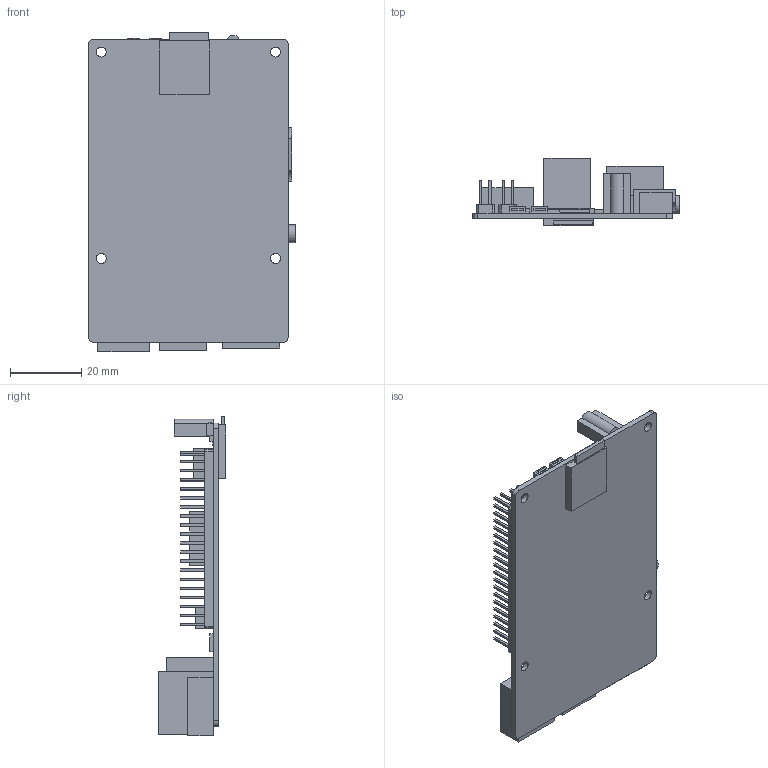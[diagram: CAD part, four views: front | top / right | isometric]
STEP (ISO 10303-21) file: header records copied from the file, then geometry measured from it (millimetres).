
FILE_DESCRIPTION(/* description */ (''),/* implementation_level */ '2;1');
FILE_NAME(/* name */ 'Rock64 v3.step',/* time_stamp */ '2017-08-28T19:11:17+02:00',/* author */ (''),/* organization */ (''),/* preprocessor_version */ 'ST-DEVELOPER v16.13',/* originating_system */ 'Autodesk Translation Framework v6.1.1.50',/* authorisation */ '');
FILE_SCHEMA (('AUTOMOTIVE_DESIGN { 1 0 10303 214 3 1 1 }'));
Length unit declared in the file: millimetre
Products named in the file (1): Rock64 v3
Bounding box: 58.15 x 19 x 89.95 mm (x, y, z)
Volume: 17677 mm3; surface area: 20332.9 mm2
Topology: 6 solids, 6 shells, 672 faces, 1701 edges, 1130 vertices
Faces by surface type: plane 655, cylinder 17
Full cylindrical faces by diameter (mm): 1 x1, 2.8 x4, 3.5 x1, 4.2 x1, 5 x1
Entity records: 20415 total; most frequent: CARTESIAN_POINT 3496, ORIENTED_EDGE 3388, DIRECTION 3076, EDGE_CURVE 1693, LINE 1656, VECTOR 1656, VERTEX_POINT 1130, EDGE_LOOP 777
